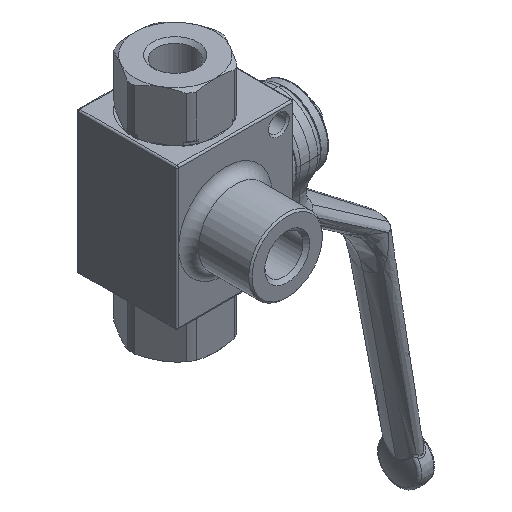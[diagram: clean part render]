
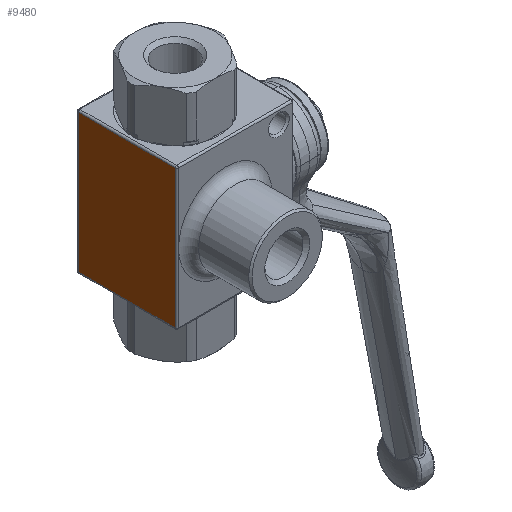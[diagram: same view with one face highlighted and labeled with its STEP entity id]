
A CAD part, isometric view. The second image highlights one B-rep face of the part: STEP entity #9480.
In plain terms, the highlighted planar face has unit normal (-1, 0, 0).
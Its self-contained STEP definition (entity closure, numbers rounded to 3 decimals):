
#679=LINE('',#27159,#1018);
#686=LINE('',#27191,#1025);
#690=LINE('',#27197,#1029);
#692=LINE('',#27200,#1031);
#1018=VECTOR('',#11465,1000.);
#1025=VECTOR('',#11502,1000.);
#1029=VECTOR('',#11510,1000.);
#1031=VECTOR('',#11514,1000.);
#2613=ORIENTED_EDGE('',*,*,#4032,.F.);
#2614=ORIENTED_EDGE('',*,*,#4036,.F.);
#2615=ORIENTED_EDGE('',*,*,#4016,.F.);
#2616=ORIENTED_EDGE('',*,*,#4038,.F.);
#4016=EDGE_CURVE('',#4819,#4829,#679,.T.);
#4032=EDGE_CURVE('',#4837,#4832,#686,.T.);
#4036=EDGE_CURVE('',#4829,#4837,#690,.T.);
#4038=EDGE_CURVE('',#4832,#4819,#692,.T.);
#4819=VERTEX_POINT('',#27129);
#4829=VERTEX_POINT('',#27155);
#4832=VERTEX_POINT('',#27165);
#4837=VERTEX_POINT('',#27183);
#5763=EDGE_LOOP('',(#2613,#2614,#2615,#2616));
#6187=FACE_BOUND('',#5763,.T.);
#6412=PLANE('',#10094);
#9480=ADVANCED_FACE('',(#6187),#6412,.T.);
#10094=AXIS2_PLACEMENT_3D('',#27236,#11559,#11560);
#11465=DIRECTION('',(0.,0.,1.));
#11502=DIRECTION('',(0.,0.,-1.));
#11510=DIRECTION('',(0.,-1.,0.));
#11514=DIRECTION('',(0.,1.,0.));
#11559=DIRECTION('',(-1.,0.,0.));
#11560=DIRECTION('',(0.,-1.,0.));
#27129=CARTESIAN_POINT('',(-14.5,14.5,-20.7));
#27155=CARTESIAN_POINT('',(-14.5,14.5,20.7));
#27159=CARTESIAN_POINT('',(-14.5,14.5,0.));
#27165=CARTESIAN_POINT('',(-14.5,-14.5,-20.7));
#27183=CARTESIAN_POINT('',(-14.5,-14.5,20.7));
#27191=CARTESIAN_POINT('',(-14.5,-14.5,0.));
#27197=CARTESIAN_POINT('',(-14.5,7.5,20.7));
#27200=CARTESIAN_POINT('',(-14.5,7.5,-20.7));
#27236=CARTESIAN_POINT('',(-14.5,15.,0.));
